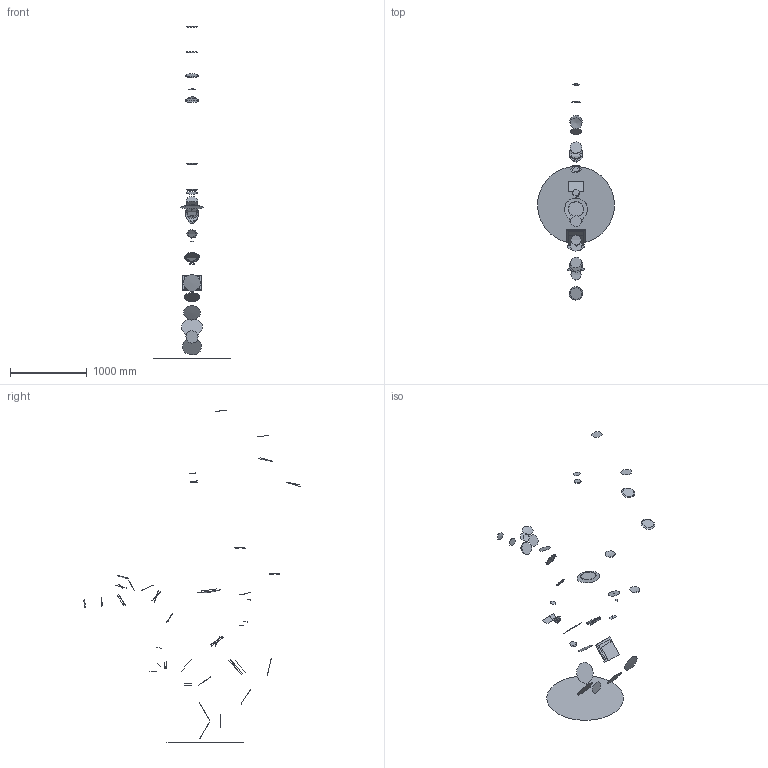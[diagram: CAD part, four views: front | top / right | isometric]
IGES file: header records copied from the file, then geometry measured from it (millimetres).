
Global section: file name: KNGAO_100mmpupil_120arcsecRelay_100218_v1_gutrays_all.IGS; native system: HarmonyWare Translators; preprocessor: HarmonyWare IGES v1.7.2; date: 20100219.080608; units: millimetre
Bounding box: 1000 x 2814.74 x 4320.23 mm (x, y, z)
Surface area: 12056693.7 mm2 (no closed solid volume)
Topology: 0 solids, 185 shells, 185 faces, 724 edges, 1050 vertices
Faces by surface type: bspline 185
